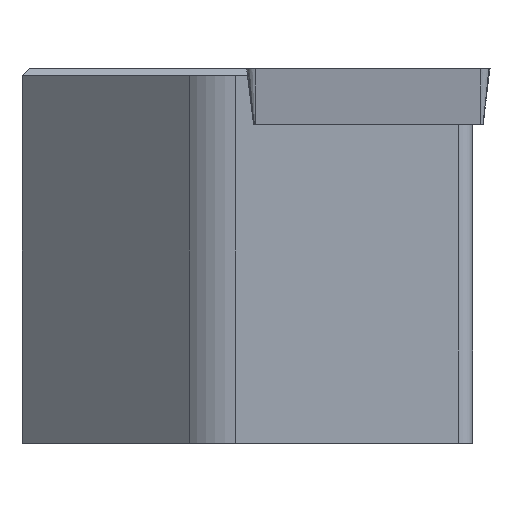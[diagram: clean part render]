
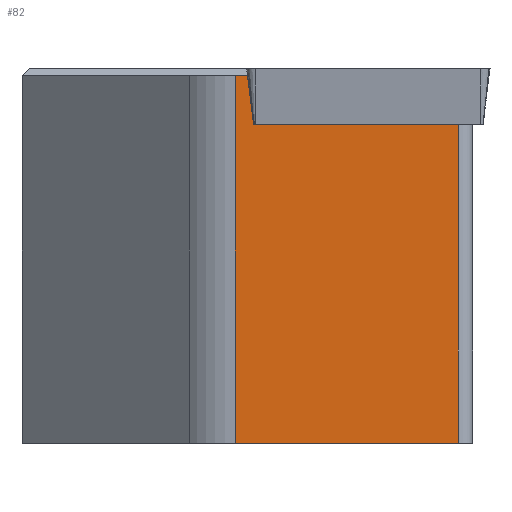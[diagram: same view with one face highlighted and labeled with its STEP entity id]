
A CAD part, left-side view. The second image highlights one B-rep face of the part: STEP entity #82.
In plain terms, the highlighted planar face has unit normal (-0.999, 0.052, 0).
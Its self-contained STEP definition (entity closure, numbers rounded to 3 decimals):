
#82=ADVANCED_FACE('',(#151),#118,.F.);
#118=PLANE('',#681);
#151=FACE_OUTER_BOUND('',#188,.T.);
#188=EDGE_LOOP('',(#307,#308,#309,#310,#311,#312));
#307=ORIENTED_EDGE('',*,*,#480,.T.);
#308=ORIENTED_EDGE('',*,*,#481,.T.);
#309=ORIENTED_EDGE('',*,*,#473,.F.);
#310=ORIENTED_EDGE('',*,*,#482,.F.);
#311=ORIENTED_EDGE('',*,*,#433,.F.);
#312=ORIENTED_EDGE('',*,*,#479,.T.);
#374=VERTEX_POINT('',#882);
#381=VERTEX_POINT('',#896);
#402=VERTEX_POINT('',#976);
#403=VERTEX_POINT('',#978);
#406=VERTEX_POINT('',#988);
#407=VERTEX_POINT('',#992);
#433=EDGE_CURVE('',#381,#374,#515,.T.);
#473=EDGE_CURVE('',#402,#403,#554,.T.);
#479=EDGE_CURVE('',#381,#406,#559,.T.);
#480=EDGE_CURVE('',#406,#407,#560,.T.);
#481=EDGE_CURVE('',#407,#403,#561,.T.);
#482=EDGE_CURVE('',#374,#402,#562,.T.);
#515=LINE('',#897,#589);
#554=LINE('',#977,#628);
#559=LINE('',#989,#633);
#560=LINE('',#991,#634);
#561=LINE('',#993,#635);
#562=LINE('',#994,#636);
#589=VECTOR('',#719,1.);
#628=VECTOR('',#798,1.);
#633=VECTOR('',#809,1.);
#634=VECTOR('',#812,1.);
#635=VECTOR('',#813,1.);
#636=VECTOR('',#814,1.);
#681=AXIS2_PLACEMENT_3D('',#995,#815,#816);
#719=DIRECTION('',(0.052,0.999,0.));
#798=DIRECTION('',(-0.052,-0.999,0.));
#809=DIRECTION('',(0.,0.,1.));
#812=DIRECTION('',(0.052,0.999,0.));
#813=DIRECTION('',(0.007,0.14,0.99));
#814=DIRECTION('',(0.,0.,1.));
#815=DIRECTION('',(0.999,-0.052,0.));
#816=DIRECTION('',(0.052,0.999,0.));
#882=CARTESIAN_POINT('',(1.037,-9.12,-16.));
#896=CARTESIAN_POINT('',(0.538,-18.639,-16.));
#897=CARTESIAN_POINT('',(0.538,-18.639,-16.));
#976=CARTESIAN_POINT('',(1.037,-9.12,-0.3));
#977=CARTESIAN_POINT('',(0.538,-18.639,-0.3));
#978=CARTESIAN_POINT('',(1.01,-9.639,-0.3));
#988=CARTESIAN_POINT('',(0.538,-18.639,-2.38));
#989=CARTESIAN_POINT('',(0.538,-18.639,-30.));
#991=CARTESIAN_POINT('',(0.538,-18.639,-2.38));
#992=CARTESIAN_POINT('',(0.995,-9.933,-2.38));
#993=CARTESIAN_POINT('',(0.785,-13.938,-30.667));
#994=CARTESIAN_POINT('',(1.037,-9.12,-30.));
#995=CARTESIAN_POINT('',(0.538,-18.639,-30.));
